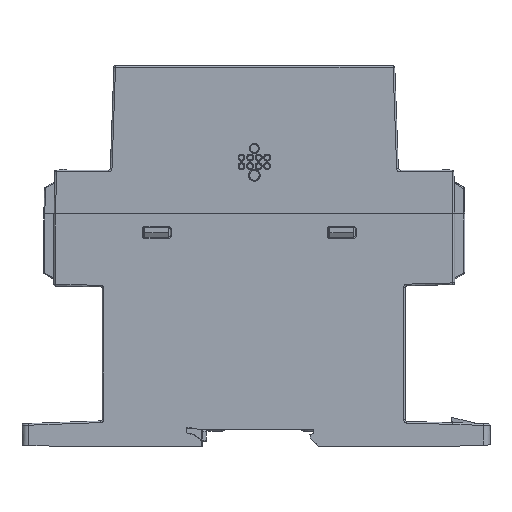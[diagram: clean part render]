
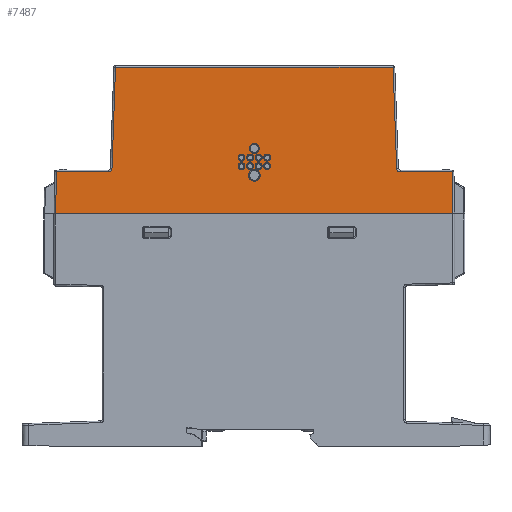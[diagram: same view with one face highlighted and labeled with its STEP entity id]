
A CAD part, left-side view. The second image highlights one B-rep face of the part: STEP entity #7487.
In plain terms, the highlighted planar face has unit normal (-1, 0, 0).
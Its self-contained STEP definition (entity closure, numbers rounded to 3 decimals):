
#1058=FACE_BOUND('',#12720,.T.);
#1059=FACE_BOUND('',#12721,.T.);
#1060=FACE_BOUND('',#12722,.T.);
#1061=FACE_BOUND('',#12723,.T.);
#1062=FACE_BOUND('',#12724,.T.);
#1063=FACE_BOUND('',#12725,.T.);
#1064=FACE_BOUND('',#12726,.T.);
#1065=FACE_BOUND('',#12727,.T.);
#1066=FACE_BOUND('',#12728,.T.);
#1067=FACE_BOUND('',#12729,.T.);
#1068=FACE_BOUND('',#12730,.T.);
#3427=CIRCLE('',#51085,1.);
#3530=CIRCLE('',#51415,1.48);
#3531=CIRCLE('',#51417,1.029);
#3532=CIRCLE('',#51419,1.029);
#3533=CIRCLE('',#51421,1.029);
#3534=CIRCLE('',#51423,1.028);
#3535=CIRCLE('',#51425,1.028);
#3536=CIRCLE('',#51427,1.727);
#3537=CIRCLE('',#51429,1.028);
#3538=CIRCLE('',#51431,1.028);
#3539=CIRCLE('',#51433,1.029);
#3587=CIRCLE('',#51580,1.);
#7487=ADVANCED_FACE('',(#1058,#1059,#1060,#1061,#1062,#1063,#1064,#1065,
#1066,#1067,#1068),#9215,.T.);
#9215=PLANE('',#51588);
#12720=EDGE_LOOP('',(#19067));
#12721=EDGE_LOOP('',(#19068));
#12722=EDGE_LOOP('',(#19069));
#12723=EDGE_LOOP('',(#19070));
#12724=EDGE_LOOP('',(#19071));
#12725=EDGE_LOOP('',(#19072));
#12726=EDGE_LOOP('',(#19073));
#12727=EDGE_LOOP('',(#19074));
#12728=EDGE_LOOP('',(#19075));
#12729=EDGE_LOOP('',(#19076));
#12730=EDGE_LOOP('',(#19077,#19078,#19079,#19080,#19081,#19082,#19083,#19084,
#19085,#19086));
#19067=ORIENTED_EDGE('',*,*,#35447,.T.);
#19068=ORIENTED_EDGE('',*,*,#35446,.T.);
#19069=ORIENTED_EDGE('',*,*,#35445,.T.);
#19070=ORIENTED_EDGE('',*,*,#35444,.T.);
#19071=ORIENTED_EDGE('',*,*,#35443,.T.);
#19072=ORIENTED_EDGE('',*,*,#35442,.T.);
#19073=ORIENTED_EDGE('',*,*,#35441,.T.);
#19074=ORIENTED_EDGE('',*,*,#35440,.T.);
#19075=ORIENTED_EDGE('',*,*,#35439,.T.);
#19076=ORIENTED_EDGE('',*,*,#35438,.T.);
#19077=ORIENTED_EDGE('',*,*,#34709,.T.);
#19078=ORIENTED_EDGE('',*,*,#34826,.T.);
#19079=ORIENTED_EDGE('',*,*,#35760,.T.);
#19080=ORIENTED_EDGE('',*,*,#35753,.T.);
#19081=ORIENTED_EDGE('',*,*,#35675,.T.);
#19082=ORIENTED_EDGE('',*,*,#34805,.T.);
#19083=ORIENTED_EDGE('',*,*,#34830,.T.);
#19084=ORIENTED_EDGE('',*,*,#34832,.T.);
#19085=ORIENTED_EDGE('',*,*,#34835,.T.);
#19086=ORIENTED_EDGE('',*,*,#34839,.T.);
#28284=VERTEX_POINT('',#76024);
#28285=VERTEX_POINT('',#76026);
#28368=VERTEX_POINT('',#76217);
#28369=VERTEX_POINT('',#76220);
#28389=VERTEX_POINT('',#76271);
#28391=VERTEX_POINT('',#76278);
#28393=VERTEX_POINT('',#76283);
#28395=VERTEX_POINT('',#76289);
#28816=VERTEX_POINT('',#78241);
#28817=VERTEX_POINT('',#78244);
#28818=VERTEX_POINT('',#78247);
#28819=VERTEX_POINT('',#78250);
#28820=VERTEX_POINT('',#78253);
#28821=VERTEX_POINT('',#78256);
#28822=VERTEX_POINT('',#78259);
#28823=VERTEX_POINT('',#78262);
#28824=VERTEX_POINT('',#78265);
#28825=VERTEX_POINT('',#78268);
#28973=VERTEX_POINT('',#79018);
#29046=VERTEX_POINT('',#79342);
#34709=EDGE_CURVE('',#28285,#28284,#41745,.T.);
#34805=EDGE_CURVE('',#28368,#28369,#41816,.T.);
#34826=EDGE_CURVE('',#28284,#28389,#41818,.T.);
#34830=EDGE_CURVE('',#28369,#28391,#41820,.T.);
#34832=EDGE_CURVE('',#28391,#28393,#3427,.T.);
#34835=EDGE_CURVE('',#28393,#28395,#41821,.T.);
#34839=EDGE_CURVE('',#28395,#28285,#41824,.T.);
#35438=EDGE_CURVE('',#28816,#28816,#3530,.T.);
#35439=EDGE_CURVE('',#28817,#28817,#3531,.T.);
#35440=EDGE_CURVE('',#28818,#28818,#3532,.T.);
#35441=EDGE_CURVE('',#28819,#28819,#3533,.T.);
#35442=EDGE_CURVE('',#28820,#28820,#3534,.T.);
#35443=EDGE_CURVE('',#28821,#28821,#3535,.T.);
#35444=EDGE_CURVE('',#28822,#28822,#3536,.T.);
#35445=EDGE_CURVE('',#28823,#28823,#3537,.T.);
#35446=EDGE_CURVE('',#28824,#28824,#3538,.T.);
#35447=EDGE_CURVE('',#28825,#28825,#3539,.T.);
#35675=EDGE_CURVE('',#28973,#28368,#42371,.T.);
#35753=EDGE_CURVE('',#29046,#28973,#3587,.T.);
#35760=EDGE_CURVE('',#28389,#29046,#42431,.T.);
#41745=LINE('',#76025,#46571);
#41816=LINE('',#76221,#46642);
#41818=LINE('',#76272,#46644);
#41820=LINE('',#76279,#46646);
#41821=LINE('',#76290,#46647);
#41824=LINE('',#76296,#46650);
#42371=LINE('',#79017,#47197);
#42431=LINE('',#79354,#47257);
#46571=VECTOR('',#58406,1.);
#46642=VECTOR('',#58557,1.);
#46644=VECTOR('',#58617,1.);
#46646=VECTOR('',#58625,1.);
#46647=VECTOR('',#58638,1.);
#46650=VECTOR('',#58645,1.);
#47197=VECTOR('',#60140,1.);
#47257=VECTOR('',#60246,1.);
#51085=AXIS2_PLACEMENT_3D('',#76284,#58630,#58631);
#51415=AXIS2_PLACEMENT_3D('',#78240,#59692,#59693);
#51417=AXIS2_PLACEMENT_3D('',#78243,#59696,#59697);
#51419=AXIS2_PLACEMENT_3D('',#78246,#59700,#59701);
#51421=AXIS2_PLACEMENT_3D('',#78249,#59704,#59705);
#51423=AXIS2_PLACEMENT_3D('',#78252,#59708,#59709);
#51425=AXIS2_PLACEMENT_3D('',#78255,#59712,#59713);
#51427=AXIS2_PLACEMENT_3D('',#78258,#59716,#59717);
#51429=AXIS2_PLACEMENT_3D('',#78261,#59720,#59721);
#51431=AXIS2_PLACEMENT_3D('',#78264,#59724,#59725);
#51433=AXIS2_PLACEMENT_3D('',#78267,#59728,#59729);
#51580=AXIS2_PLACEMENT_3D('',#79341,#60226,#60227);
#51588=AXIS2_PLACEMENT_3D('',#79355,#60247,#60248);
#58406=DIRECTION('',(0.,-1.,0.));
#58557=DIRECTION('',(0.,1.,0.));
#58617=DIRECTION('',(0.,0.017,1.));
#58625=DIRECTION('',(0.,0.035,-0.999));
#58630=DIRECTION('',(1.,0.,0.));
#58631=DIRECTION('',(0.,0.,1.));
#58638=DIRECTION('',(0.,1.,0.));
#58645=DIRECTION('',(0.,0.017,-1.));
#59692=DIRECTION('',(1.,0.,0.));
#59693=DIRECTION('',(0.,0.,1.));
#59696=DIRECTION('',(1.,0.,0.));
#59697=DIRECTION('',(0.,0.,1.));
#59700=DIRECTION('',(1.,0.,0.));
#59701=DIRECTION('',(0.,0.,1.));
#59704=DIRECTION('',(1.,0.,0.));
#59705=DIRECTION('',(0.,0.,1.));
#59708=DIRECTION('',(1.,0.,0.));
#59709=DIRECTION('',(0.,0.,1.));
#59712=DIRECTION('',(1.,0.,0.));
#59713=DIRECTION('',(0.,0.,1.));
#59716=DIRECTION('',(1.,0.,0.));
#59717=DIRECTION('',(0.,0.,1.));
#59720=DIRECTION('',(1.,0.,0.));
#59721=DIRECTION('',(0.,0.,1.));
#59724=DIRECTION('',(1.,0.,0.));
#59725=DIRECTION('',(0.,0.,1.));
#59728=DIRECTION('',(1.,0.,0.));
#59729=DIRECTION('',(0.,0.,1.));
#60140=DIRECTION('',(0.,0.035,0.999));
#60226=DIRECTION('',(1.,0.,0.));
#60227=DIRECTION('',(0.,0.,1.));
#60246=DIRECTION('',(0.,1.,0.));
#60247=DIRECTION('',(-1.,0.,0.));
#60248=DIRECTION('',(0.,0.,-1.));
#76024=CARTESIAN_POINT('',(-19.9,-59.,14.914));
#76025=CARTESIAN_POINT('',(-19.9,-0.15,14.914));
#76026=CARTESIAN_POINT('',(-19.9,59.,14.914));
#76217=CARTESIAN_POINT('',(-19.9,-41.224,58.414));
#76220=CARTESIAN_POINT('',(-19.9,41.224,58.414));
#76221=CARTESIAN_POINT('',(-19.9,-0.15,58.414));
#76271=CARTESIAN_POINT('',(-19.9,-58.782,27.409));
#76272=CARTESIAN_POINT('',(-19.9,-58.912,19.942));
#76278=CARTESIAN_POINT('',(-19.9,42.273,28.374));
#76279=CARTESIAN_POINT('',(-19.9,42.552,20.395));
#76283=CARTESIAN_POINT('',(-19.9,43.273,27.409));
#76284=CARTESIAN_POINT('',(-19.9,43.273,28.409));
#76289=CARTESIAN_POINT('',(-19.9,58.782,27.409));
#76290=CARTESIAN_POINT('',(-19.9,-0.15,27.409));
#76296=CARTESIAN_POINT('',(-19.9,58.912,19.942));
#78240=CARTESIAN_POINT('',(-19.9,0.,34.371));
#78241=CARTESIAN_POINT('',(-19.9,0.,35.85));
#78243=CARTESIAN_POINT('',(-19.9,1.27,31.641));
#78244=CARTESIAN_POINT('',(-19.9,1.27,32.67));
#78246=CARTESIAN_POINT('',(-19.9,-1.27,31.641));
#78247=CARTESIAN_POINT('',(-19.9,-1.27,32.67));
#78249=CARTESIAN_POINT('',(-19.9,-3.81,31.641));
#78250=CARTESIAN_POINT('',(-19.9,-3.81,32.67));
#78252=CARTESIAN_POINT('',(-19.9,-3.81,29.095));
#78253=CARTESIAN_POINT('',(-19.9,-3.81,30.124));
#78255=CARTESIAN_POINT('',(-19.9,-1.27,29.101));
#78256=CARTESIAN_POINT('',(-19.9,-1.27,30.129));
#78258=CARTESIAN_POINT('',(-19.9,-0.007,26.371));
#78259=CARTESIAN_POINT('',(-19.9,-0.007,28.098));
#78261=CARTESIAN_POINT('',(-19.9,1.27,29.095));
#78262=CARTESIAN_POINT('',(-19.9,1.27,30.124));
#78264=CARTESIAN_POINT('',(-19.9,3.81,29.095));
#78265=CARTESIAN_POINT('',(-19.9,3.81,30.124));
#78267=CARTESIAN_POINT('',(-19.9,3.81,31.627));
#78268=CARTESIAN_POINT('',(-19.9,3.81,32.656));
#79017=CARTESIAN_POINT('',(-19.9,-42.552,20.395));
#79018=CARTESIAN_POINT('',(-19.9,-42.273,28.374));
#79341=CARTESIAN_POINT('',(-19.9,-43.273,28.409));
#79342=CARTESIAN_POINT('',(-19.9,-43.273,27.409));
#79354=CARTESIAN_POINT('',(-19.9,-0.15,27.409));
#79355=CARTESIAN_POINT('',(-19.9,-0.15,18.914));
